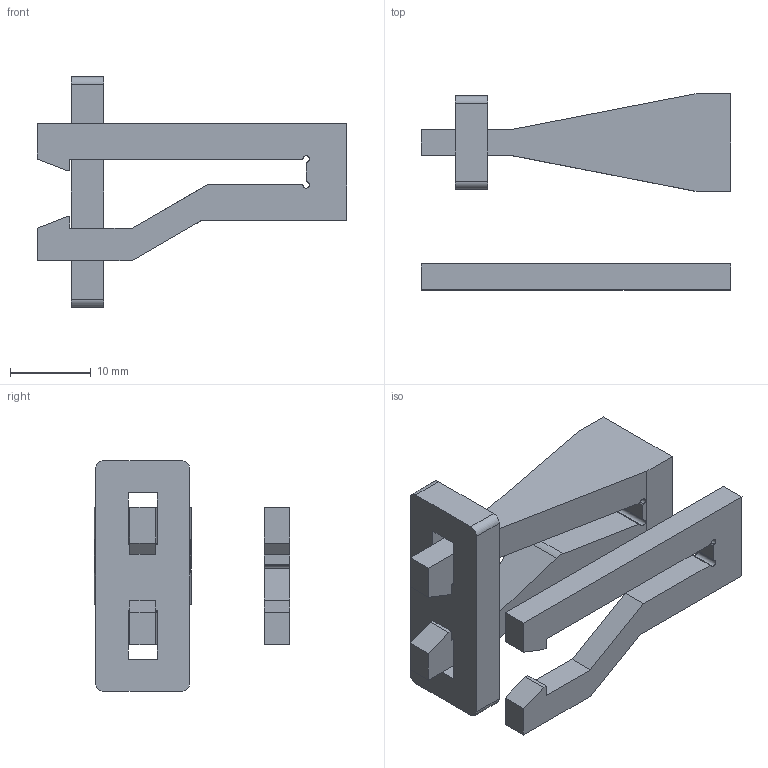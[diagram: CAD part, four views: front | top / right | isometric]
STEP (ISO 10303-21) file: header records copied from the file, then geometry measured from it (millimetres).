
FILE_DESCRIPTION(/* description */ (''),/* implementation_level */ '2;1');
FILE_NAME(/* name */ 'Anchor and Clip.step',/* time_stamp */ '2024-07-16T17:43:13-04:00',/* author */ (''),/* organization */ (''),/* preprocessor_version */ 'ST-DEVELOPER v20',/* originating_system */ 'Autodesk Translation Framework v13.14.0.145',/* authorisation */ '');
FILE_SCHEMA (('AUTOMOTIVE_DESIGN { 1 0 10303 214 3 1 1 }'));
Length unit declared in the file: millimetre
Products named in the file (1): U Channel+ Basic Hook V1
Bounding box: 38.2 x 24.2 x 28.53 mm (x, y, z)
Volume: 4718 mm3; surface area: 4182.2 mm2
Topology: 3 solids, 3 shells, 78 faces, 216 edges, 144 vertices
Faces by surface type: plane 60, cylinder 18
Entity records: 2515 total; most frequent: CARTESIAN_POINT 439, ORIENTED_EDGE 432, DIRECTION 410, EDGE_CURVE 216, LINE 180, VECTOR 180, VERTEX_POINT 144, AXIS2_PLACEMENT_3D 115
